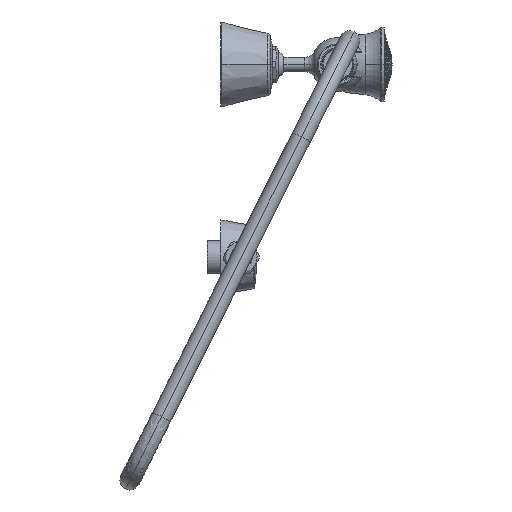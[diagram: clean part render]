
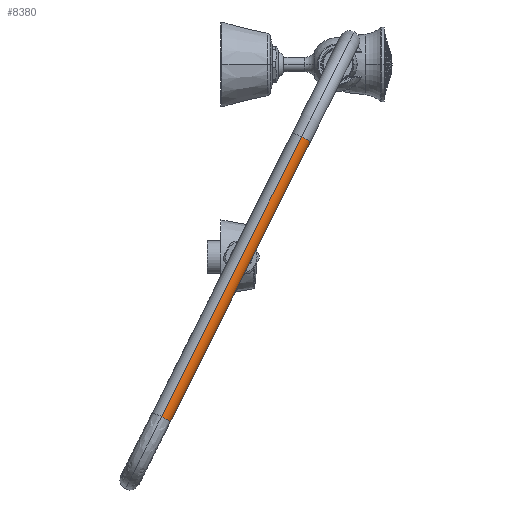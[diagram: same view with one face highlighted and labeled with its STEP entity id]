
A CAD part, front view. The second image highlights one B-rep face of the part: STEP entity #8380.
In plain terms, the highlighted cylindrical face has radius 7.112 mm (diameter 14.224 mm), a partial arc.
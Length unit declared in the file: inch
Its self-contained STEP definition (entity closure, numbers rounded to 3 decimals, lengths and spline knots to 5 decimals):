
#2121=CARTESIAN_POINT('',(2.23087,-18.51884,
-2.04557));
#2122=DIRECTION('',(-0.443,-0.132,-0.887));
#2123=DIRECTION('',(-0.059,0.991,-0.118));
#2124=AXIS2_PLACEMENT_3D('',#2121,#2122,#2123);
#2126=DIRECTION('',(-0.443,-0.132,-0.887));
#2127=VECTOR('',#2126,8.79013);
#2128=CARTESIAN_POINT('',(2.2143,-18.2413,
-2.07871));
#2129=LINE('',#2128,#2127);
#2135=DIRECTION('',(-0.443,-0.132,-0.887));
#2136=VECTOR('',#2135,8.79013);
#2137=CARTESIAN_POINT('',(2.24745,-18.79637,
-2.01243));
#2138=LINE('',#2137,#2136);
#3116=CARTESIAN_POINT('',(-1.66667,-19.682,-9.83804));
#3117=DIRECTION('',(-0.443,-0.132,-0.887));
#3118=DIRECTION('',(-0.059,0.991,-0.118));
#3119=AXIS2_PLACEMENT_3D('',#3116,#3117,#3118);
#5799=CARTESIAN_POINT('',(2.2143,-18.2413,
-2.07871));
#5800=CARTESIAN_POINT('',(2.24745,-18.79637,
-2.01243));
#5801=VERTEX_POINT('',#5799);
#5802=VERTEX_POINT('',#5800);
#5803=CARTESIAN_POINT('',(-1.68324,-19.40446,
-9.87118));
#5804=CARTESIAN_POINT('',(-1.65009,-19.95954,
-9.8049));
#5805=VERTEX_POINT('',#5803);
#5806=VERTEX_POINT('',#5804);
#8366=CARTESIAN_POINT('',(2.23087,-18.51884,
-2.04557));
#8367=DIRECTION('',(-0.443,-0.132,-0.887));
#8368=DIRECTION('',(-0.059,0.991,-0.118));
#8369=AXIS2_PLACEMENT_3D('',#8366,#8367,#8368);
#8370=CYLINDRICAL_SURFACE('',#8369,0.28);
#8371=ORIENTED_EDGE('',*,*,#8360,.F.);
#8373=ORIENTED_EDGE('',*,*,#8372,.T.);
#8375=ORIENTED_EDGE('',*,*,#8374,.T.);
#8377=ORIENTED_EDGE('',*,*,#8376,.F.);
#8378=EDGE_LOOP('',(#8371,#8373,#8375,#8377));
#8379=FACE_OUTER_BOUND('',#8378,.F.);
#8380=ADVANCED_FACE('',(#8379),#8370,.T.);
#2125=CIRCLE('',#2124,0.28);
#3120=CIRCLE('',#3119,0.28);
#8360=EDGE_CURVE('',#5801,#5802,#2125,.T.);
#8372=EDGE_CURVE('',#5801,#5805,#2129,.T.);
#8374=EDGE_CURVE('',#5805,#5806,#3120,.T.);
#8376=EDGE_CURVE('',#5802,#5806,#2138,.T.);
